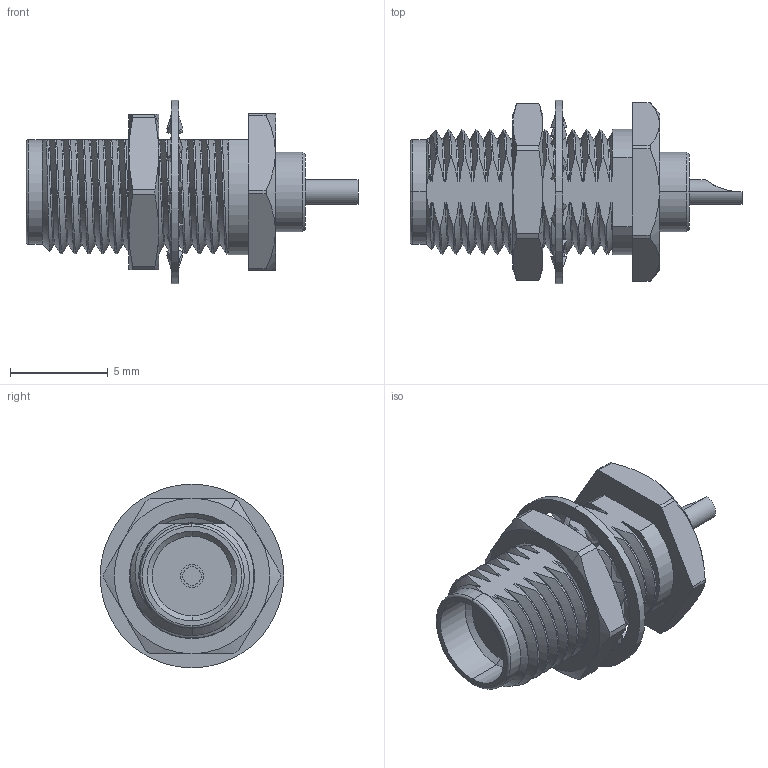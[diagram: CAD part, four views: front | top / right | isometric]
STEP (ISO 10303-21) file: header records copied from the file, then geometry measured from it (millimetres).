
FILE_DESCRIPTION (( 'STEP AP203' ), '1' );
FILE_NAME ('PE4101.step', '2018-06-28T22:09:50', ( '' ), ( '' ), 'SwSTEP 2.0', 'SolidWorks 2017', '' );
FILE_SCHEMA (( 'CONFIG_CONTROL_DESIGN' ));
Length unit declared in the file: inch
Products named in the file (1): PE4101
Bounding box: 16.97 x 9.4 x 9.4 mm (x, y, z)
Volume: 414.5 mm3; surface area: 786.6 mm2
Topology: 4 solids, 4 shells, 226 faces, 648 edges, 435 vertices
Faces by surface type: bspline 87, cylinder 65, plane 40, cone 32, torus 2
Entity records: 26064 total; most frequent: CARTESIAN_POINT 20911, ORIENTED_EDGE 1296, DIRECTION 772, EDGE_CURVE 648, VERTEX_POINT 435, AXIS2_PLACEMENT_3D 289, EDGE_LOOP 237, ADVANCED_FACE 226
